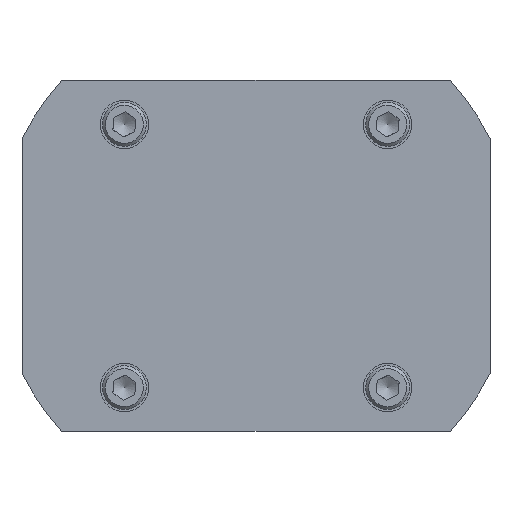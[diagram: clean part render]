
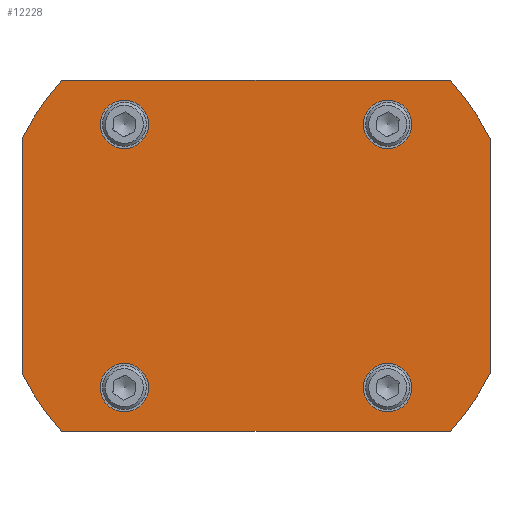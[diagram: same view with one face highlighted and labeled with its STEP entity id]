
A CAD part, front view. The second image highlights one B-rep face of the part: STEP entity #12228.
In plain terms, the highlighted planar face has unit normal (0, -1, 0).
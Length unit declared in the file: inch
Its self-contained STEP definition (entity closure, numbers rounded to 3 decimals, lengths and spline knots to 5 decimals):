
#11586=CARTESIAN_POINT('',(1.66092,0.0,-1.5));
#11587=VERTEX_POINT('',#11586);
#11594=CARTESIAN_POINT('',(-1.66092,0.0,-1.5));
#11595=VERTEX_POINT('',#11594);
#11596=CARTESIAN_POINT('',(-1.66092,0.0,-1.5));
#11597=DIRECTION('',(1.0,0.0,0.0));
#11598=VECTOR('',#11597,3.32183);
#11599=LINE('',#11596,#11598);
#11600=EDGE_CURVE('',#11595,#11587,#11599,.T.);
#11684=CARTESIAN_POINT('',(2.0,0.0,1.00431));
#11685=VERTEX_POINT('',#11684);
#11692=CARTESIAN_POINT('',(2.0,0.0,-1.00431));
#11693=VERTEX_POINT('',#11692);
#11694=CARTESIAN_POINT('',(2.0,0.0,-1.00431));
#11695=DIRECTION('',(0.0,0.0,1.0));
#11696=VECTOR('',#11695,2.00863);
#11697=LINE('',#11694,#11696);
#11698=EDGE_CURVE('',#11693,#11685,#11697,.T.);
#11767=CARTESIAN_POINT('',(-2.0,0.0,-1.00431));
#11768=VERTEX_POINT('',#11767);
#11775=CARTESIAN_POINT('',(-2.0,0.0,1.00431));
#11776=VERTEX_POINT('',#11775);
#11777=CARTESIAN_POINT('',(-2.0,0.0,1.00431));
#11778=DIRECTION('',(0.0,0.0,-1.0));
#11779=VECTOR('',#11778,2.00863);
#11780=LINE('',#11777,#11779);
#11781=EDGE_CURVE('',#11776,#11768,#11780,.T.);
#11850=CARTESIAN_POINT('',(-1.125,0.0,0.9175));
#11851=VERTEX_POINT('',#11850);
#11852=CARTESIAN_POINT('',(-1.125,0.0,1.125));
#11853=DIRECTION('',(0.0,1.0,0.0));
#11854=DIRECTION('',(0.0,0.0,-1.0));
#11855=AXIS2_PLACEMENT_3D('',#11852,#11853,#11854);
#11856=CIRCLE('',#11855,0.2075);
#11857=EDGE_CURVE('',#11851,#11851,#11856,.T.);
#11919=CARTESIAN_POINT('',(-0.9175,0.0,-1.125));
#11920=VERTEX_POINT('',#11919);
#11921=CARTESIAN_POINT('',(-1.125,0.0,-1.125));
#11922=DIRECTION('',(0.0,1.0,0.0));
#11923=DIRECTION('',(1.0,0.0,0.0));
#11924=AXIS2_PLACEMENT_3D('',#11921,#11922,#11923);
#11925=CIRCLE('',#11924,0.2075);
#11926=EDGE_CURVE('',#11920,#11920,#11925,.T.);
#11988=CARTESIAN_POINT('',(1.125,0.0,-0.9175));
#11989=VERTEX_POINT('',#11988);
#11990=CARTESIAN_POINT('',(1.125,0.0,-1.125));
#11991=DIRECTION('',(0.0,1.0,0.0));
#11992=DIRECTION('',(0.0,0.0,1.0));
#11993=AXIS2_PLACEMENT_3D('',#11990,#11991,#11992);
#11994=CIRCLE('',#11993,0.2075);
#11995=EDGE_CURVE('',#11989,#11989,#11994,.T.);
#12049=CARTESIAN_POINT('',(0.9175,0.0,1.125));
#12050=VERTEX_POINT('',#12049);
#12051=CARTESIAN_POINT('',(1.125,0.0,1.125));
#12052=DIRECTION('',(0.0,1.0,0.0));
#12053=DIRECTION('',(-1.0,0.0,0.0));
#12054=AXIS2_PLACEMENT_3D('',#12051,#12052,#12053);
#12055=CIRCLE('',#12054,0.2075);
#12056=EDGE_CURVE('',#12050,#12050,#12055,.T.);
#12078=CARTESIAN_POINT('',(1.66092,0.0,1.5));
#12079=VERTEX_POINT('',#12078);
#12086=CARTESIAN_POINT('',(0.0,0.0,0.0));
#12087=DIRECTION('',(0.0,-1.0,0.0));
#12088=DIRECTION('',(-0.742,0.0,-0.67));
#12089=AXIS2_PLACEMENT_3D('',#12086,#12087,#12088);
#12090=CIRCLE('',#12089,2.238);
#12091=EDGE_CURVE('',#11685,#12079,#12090,.T.);
#12117=CARTESIAN_POINT('',(-1.66092,0.0,1.5));
#12118=VERTEX_POINT('',#12117);
#12125=CARTESIAN_POINT('',(1.66092,0.0,1.5));
#12126=DIRECTION('',(-1.0,0.0,0.0));
#12127=VECTOR('',#12126,3.32183);
#12128=LINE('',#12125,#12127);
#12129=EDGE_CURVE('',#12079,#12118,#12128,.T.);
#12142=CARTESIAN_POINT('',(0.0,0.0,0.0));
#12143=DIRECTION('',(0.0,-1.,0.0));
#12144=DIRECTION('',(0.894,0.0,-0.449));
#12145=AXIS2_PLACEMENT_3D('',#12142,#12143,#12144);
#12146=CIRCLE('',#12145,2.238);
#12147=EDGE_CURVE('',#12118,#11776,#12146,.T.);
#12160=CARTESIAN_POINT('',(0.0,0.0,0.0));
#12161=DIRECTION('',(0.0,-1.0,0.0));
#12162=DIRECTION('',(0.742,0.0,0.67));
#12163=AXIS2_PLACEMENT_3D('',#12160,#12161,#12162);
#12164=CIRCLE('',#12163,2.238);
#12165=EDGE_CURVE('',#11768,#11595,#12164,.T.);
#12178=CARTESIAN_POINT('',(0.0,0.0,0.0));
#12179=DIRECTION('',(0.0,-1.,0.0));
#12180=DIRECTION('',(-0.894,0.0,0.449));
#12181=AXIS2_PLACEMENT_3D('',#12178,#12179,#12180);
#12182=CIRCLE('',#12181,2.238);
#12183=EDGE_CURVE('',#11587,#11693,#12182,.T.);
#12201=CARTESIAN_POINT('',(0.,0.0,0.));
#12202=DIRECTION('',(0.0,1.0,0.0));
#12203=DIRECTION('',(0.0,0.0,-1.0));
#12204=AXIS2_PLACEMENT_3D('',#12201,#12202,#12203);
#12205=PLANE('',#12204);
#12206=ORIENTED_EDGE('',*,*,#11698,.T.);
#12207=ORIENTED_EDGE('',*,*,#12091,.T.);
#12208=ORIENTED_EDGE('',*,*,#12129,.T.);
#12209=ORIENTED_EDGE('',*,*,#12147,.T.);
#12210=ORIENTED_EDGE('',*,*,#11781,.T.);
#12211=ORIENTED_EDGE('',*,*,#12165,.T.);
#12212=ORIENTED_EDGE('',*,*,#11600,.T.);
#12213=ORIENTED_EDGE('',*,*,#12183,.T.);
#12214=EDGE_LOOP('',(#12206,#12207,#12208,#12209,#12210,#12211,#12212,#12213));
#12215=FACE_OUTER_BOUND('',#12214,.T.);
#12216=ORIENTED_EDGE('',*,*,#11857,.T.);
#12217=EDGE_LOOP('',(#12216));
#12218=FACE_BOUND('',#12217,.T.);
#12219=ORIENTED_EDGE('',*,*,#11926,.T.);
#12220=EDGE_LOOP('',(#12219));
#12221=FACE_BOUND('',#12220,.T.);
#12222=ORIENTED_EDGE('',*,*,#11995,.T.);
#12223=EDGE_LOOP('',(#12222));
#12224=FACE_BOUND('',#12223,.T.);
#12225=ORIENTED_EDGE('',*,*,#12056,.T.);
#12226=EDGE_LOOP('',(#12225));
#12227=FACE_BOUND('',#12226,.T.);
#12228=ADVANCED_FACE('',(#12215,#12218,#12221,#12224,#12227),#12205,.F.);
